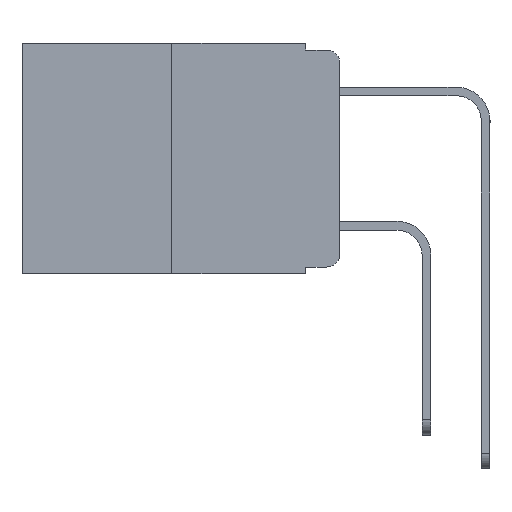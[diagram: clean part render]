
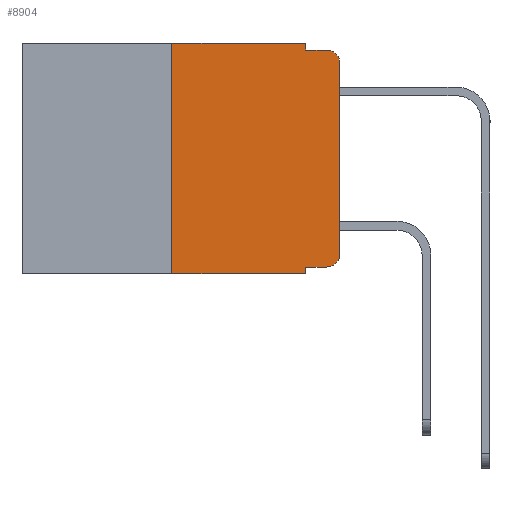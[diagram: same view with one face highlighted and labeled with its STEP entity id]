
A CAD part, left-side view. The second image highlights one B-rep face of the part: STEP entity #8904.
In plain terms, the highlighted planar face has unit normal (-1, 0, 0).
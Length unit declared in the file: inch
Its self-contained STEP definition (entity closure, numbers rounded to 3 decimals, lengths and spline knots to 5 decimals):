
#65 = CARTESIAN_POINT ( 'NONE',  ( 0., 0.473, 0. ) ) ;
#900 = CARTESIAN_POINT ( 'NONE',  ( 0., 0.051, -0.343 ) ) ;
#983 = CARTESIAN_POINT ( 'NONE',  ( 0., 0.051, 0. ) ) ;
#987 = CARTESIAN_POINT ( 'NONE',  ( 0., 0.051, -0.333 ) ) ;
#1036 = EDGE_CURVE ( 'NONE', #9267, #18899, #13907, .T. ) ;
#1329 = VECTOR ( 'NONE', #16675, 39.37008 ) ;
#1415 = VECTOR ( 'NONE', #13234, 39.37008 ) ;
#1773 = VERTEX_POINT ( 'NONE', #19727 ) ;
#2484 = EDGE_CURVE ( 'NONE', #6888, #4678, #3886, .T. ) ;
#2726 = DIRECTION ( 'NONE',  ( 0., -1., 0. ) ) ;
#3239 = DIRECTION ( 'NONE',  ( 0., 0., -1. ) ) ;
#3344 = AXIS2_PLACEMENT_3D ( 'NONE', #6746, #17466, #8334 ) ;
#3461 = CARTESIAN_POINT ( 'NONE',  ( 0., 0.02, -0.313 ) ) ;
#3886 = CIRCLE ( 'NONE', #9419, 0.02 ) ;
#4149 = EDGE_LOOP ( 'NONE', ( #7073, #8774, #14966, #14492, #12121, #10363, #17036, #5970, #13248, #12583 ) ) ;
#4307 = DIRECTION ( 'NONE',  ( 0., 0., -1. ) ) ;
#4429 = EDGE_CURVE ( 'NONE', #18899, #1773, #14087, .T. ) ;
#4508 = VERTEX_POINT ( 'NONE', #6527 ) ;
#4615 = EDGE_CURVE ( 'NONE', #9490, #9267, #14791, .T. ) ;
#4678 = VERTEX_POINT ( 'NONE', #6914 ) ;
#5138 = CARTESIAN_POINT ( 'NONE',  ( 0., 0.02, -0.333 ) ) ;
#5153 = VERTEX_POINT ( 'NONE', #7460 ) ;
#5519 = EDGE_CURVE ( 'NONE', #16081, #1773, #12433, .T. ) ;
#5598 = LINE ( 'NONE', #8635, #1415 ) ;
#5876 = DIRECTION ( 'NONE',  ( 0., 0., -1. ) ) ;
#5970 = ORIENTED_EDGE ( 'NONE', *, *, #18033, .F. ) ;
#6206 = CARTESIAN_POINT ( 'NONE',  ( 0., 0.25, 0. ) ) ;
#6409 = VERTEX_POINT ( 'NONE', #900 ) ;
#6527 = CARTESIAN_POINT ( 'NONE',  ( 0., 0.051, -0.333 ) ) ;
#6543 = DIRECTION ( 'NONE',  ( 0., -1., 0. ) ) ;
#6550 = CARTESIAN_POINT ( 'NONE',  ( 0., 0.051, -0.01 ) ) ;
#6605 = VECTOR ( 'NONE', #2726, 39.37008 ) ;
#6746 = CARTESIAN_POINT ( 'NONE',  ( 0., 0.02, -0.03 ) ) ;
#6888 = VERTEX_POINT ( 'NONE', #5138 ) ;
#6914 = CARTESIAN_POINT ( 'NONE',  ( 0., 0., -0.313 ) ) ;
#7073 = ORIENTED_EDGE ( 'NONE', *, *, #11812, .T. ) ;
#7460 = CARTESIAN_POINT ( 'NONE',  ( 0., 0.25, -0.343 ) ) ;
#7797 = EDGE_CURVE ( 'NONE', #4508, #6888, #17322, .T. ) ;
#7988 = CARTESIAN_POINT ( 'NONE',  ( 0., 0.473, 0. ) ) ;
#8334 = DIRECTION ( 'NONE',  ( 0., 0., -1. ) ) ;
#8468 = VECTOR ( 'NONE', #9518, 39.37008 ) ;
#8635 = CARTESIAN_POINT ( 'NONE',  ( 0., 0.25, 0. ) ) ;
#8774 = ORIENTED_EDGE ( 'NONE', *, *, #5519, .T. ) ;
#8904 = ADVANCED_FACE ( 'NONE', ( #8947 ), #15549, .F. ) ;
#8947 = FACE_OUTER_BOUND ( 'NONE', #4149, .T. ) ;
#8987 = DIRECTION ( 'NONE',  ( 0., 0., -1. ) ) ;
#9267 = VERTEX_POINT ( 'NONE', #983 ) ;
#9419 = AXIS2_PLACEMENT_3D ( 'NONE', #3461, #14244, #8987 ) ;
#9490 = VERTEX_POINT ( 'NONE', #6206 ) ;
#9518 = DIRECTION ( 'NONE',  ( 0., 0., 1. ) ) ;
#10357 = CARTESIAN_POINT ( 'NONE',  ( 0., 0., -0.03 ) ) ;
#10363 = ORIENTED_EDGE ( 'NONE', *, *, #19072, .F. ) ;
#10620 = EDGE_CURVE ( 'NONE', #5153, #6409, #13767, .T. ) ;
#11812 = EDGE_CURVE ( 'NONE', #4678, #16081, #13002, .T. ) ;
#12061 = AXIS2_PLACEMENT_3D ( 'NONE', #7988, #12632, #3239 ) ;
#12121 = ORIENTED_EDGE ( 'NONE', *, *, #4615, .F. ) ;
#12342 = VECTOR ( 'NONE', #13466, 39.37008 ) ;
#12433 = CIRCLE ( 'NONE', #3344, 0.02 ) ;
#12497 = VECTOR ( 'NONE', #4307, 39.37008 ) ;
#12583 = ORIENTED_EDGE ( 'NONE', *, *, #2484, .T. ) ;
#12632 = DIRECTION ( 'NONE',  ( 1., 0., 0. ) ) ;
#12857 = CARTESIAN_POINT ( 'NONE',  ( 0., 0.051, -0.01 ) ) ;
#13002 = LINE ( 'NONE', #17112, #8468 ) ;
#13234 = DIRECTION ( 'NONE',  ( 0., 0., 1. ) ) ;
#13248 = ORIENTED_EDGE ( 'NONE', *, *, #7797, .T. ) ;
#13466 = DIRECTION ( 'NONE',  ( 0., -1., 0. ) ) ;
#13609 = CARTESIAN_POINT ( 'NONE',  ( 0., 0.051, 0. ) ) ;
#13767 = LINE ( 'NONE', #15143, #1329 ) ;
#13907 = LINE ( 'NONE', #18250, #12497 ) ;
#14087 = LINE ( 'NONE', #6550, #18133 ) ;
#14244 = DIRECTION ( 'NONE',  ( -1., 0., 0. ) ) ;
#14492 = ORIENTED_EDGE ( 'NONE', *, *, #1036, .F. ) ;
#14791 = LINE ( 'NONE', #65, #6605 ) ;
#14966 = ORIENTED_EDGE ( 'NONE', *, *, #4429, .F. ) ;
#15143 = CARTESIAN_POINT ( 'NONE',  ( 0., 0.473, -0.343 ) ) ;
#15549 = PLANE ( 'NONE',  #12061 ) ;
#16081 = VERTEX_POINT ( 'NONE', #10357 ) ;
#16675 = DIRECTION ( 'NONE',  ( 0., -1., 0. ) ) ;
#17036 = ORIENTED_EDGE ( 'NONE', *, *, #10620, .T. ) ;
#17112 = CARTESIAN_POINT ( 'NONE',  ( 0., 0., 0. ) ) ;
#17322 = LINE ( 'NONE', #987, #12342 ) ;
#17466 = DIRECTION ( 'NONE',  ( -1., 0., 0. ) ) ;
#18033 = EDGE_CURVE ( 'NONE', #4508, #6409, #20071, .T. ) ;
#18133 = VECTOR ( 'NONE', #6543, 39.37008 ) ;
#18250 = CARTESIAN_POINT ( 'NONE',  ( 0., 0.051, 0. ) ) ;
#18899 = VERTEX_POINT ( 'NONE', #12857 ) ;
#19072 = EDGE_CURVE ( 'NONE', #5153, #9490, #5598, .T. ) ;
#19604 = VECTOR ( 'NONE', #5876, 39.37008 ) ;
#19727 = CARTESIAN_POINT ( 'NONE',  ( 0., 0.02, -0.01 ) ) ;
#20071 = LINE ( 'NONE', #13609, #19604 ) ;
